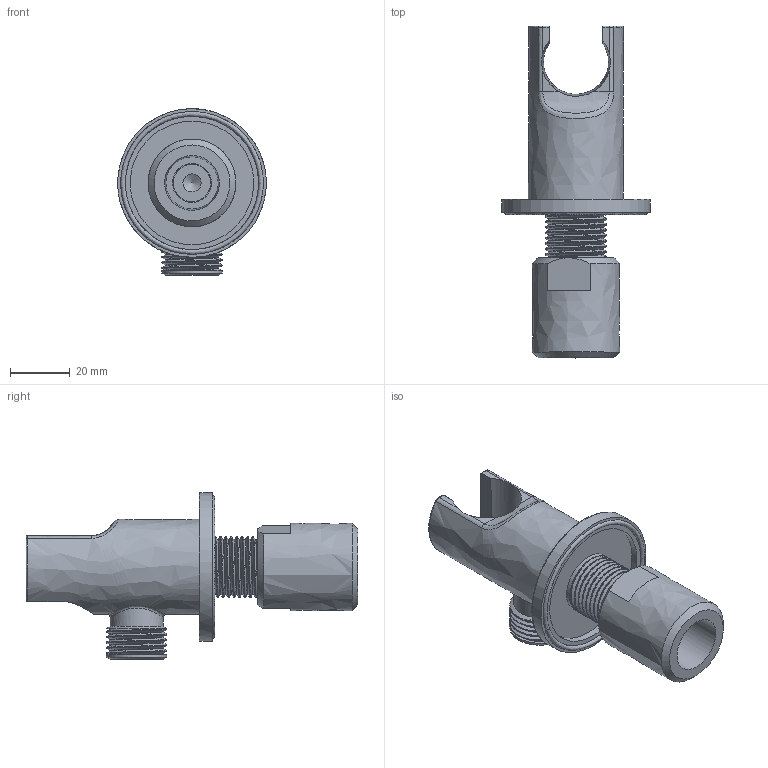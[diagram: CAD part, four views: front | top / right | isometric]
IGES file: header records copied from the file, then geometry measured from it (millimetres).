
Global section: file name: V159-A; native system: Autodesk Inventor 2020; preprocessor: unknown; author: camerond; date: 20200721.081331; units: millimetre
Bounding box: 49.65 x 111 x 55.75 mm (x, y, z)
Volume: 48624.3 mm3; surface area: 33000.2 mm2
Topology: 10 solids, 10 shells, 153 faces, 396 edges, 269 vertices
Faces by surface type: bspline 153
